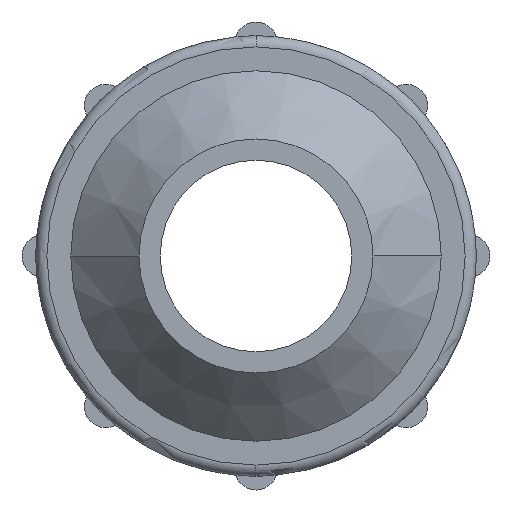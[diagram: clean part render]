
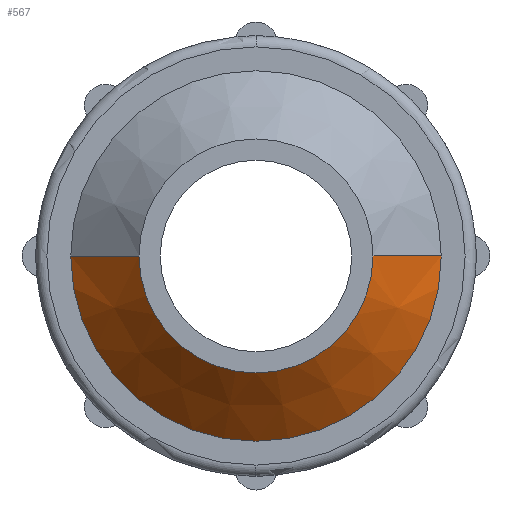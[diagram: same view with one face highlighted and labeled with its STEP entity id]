
A CAD part, left-side view. The second image highlights one B-rep face of the part: STEP entity #567.
In plain terms, the highlighted conical face has half-angle 45 degrees and reference radius 20.667 mm.
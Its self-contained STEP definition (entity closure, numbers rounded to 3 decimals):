
#335 = EDGE_CURVE( '', #593, #853, #959, .T. );
#455 = VERTEX_POINT( '', #1092 );
#567 = ADVANCED_FACE( '', ( #1212 ), #1213, .T. );
#593 = VERTEX_POINT( '', #1244 );
#717 = EDGE_CURVE( '', #455, #859, #1381, .T. );
#853 = VERTEX_POINT( '', #1531 );
#859 = VERTEX_POINT( '', #1537 );
#911 = EDGE_CURVE( '', #859, #853, #1596, .T. );
#917 = EDGE_CURVE( '', #593, #455, #1602, .T. );
#959 = CIRCLE( '', #1664, 25.333 );
#1092 = CARTESIAN_POINT( '', ( 39., 16., 0. ) );
#1212 = FACE_OUTER_BOUND( '', #2114, .T. );
#1213 = CONICAL_SURFACE( '', #2115, 20.667, 0.785 );
#1244 = CARTESIAN_POINT( '', ( 48.333, 25.333, 0. ) );
#1381 = CIRCLE( '', #2381, 16. );
#1531 = CARTESIAN_POINT( '', ( 48.333, -25.333, 0. ) );
#1537 = CARTESIAN_POINT( '', ( 39., -16., 0. ) );
#1596 = LINE( '', #2755, #2756 );
#1602 = LINE( '', #2763, #2764 );
#1664 = AXIS2_PLACEMENT_3D( '', #2804, #2805, #2806 );
#2114 = EDGE_LOOP( '', ( #3127, #3128, #3129, #3130 ) );
#2115 = AXIS2_PLACEMENT_3D( '', #3131, #3132, #3133 );
#2381 = AXIS2_PLACEMENT_3D( '', #3350, #3351, #3352 );
#2755 = CARTESIAN_POINT( '', ( 43.667, -20.667, 0. ) );
#2756 = VECTOR( '', #3623, 1. );
#2763 = CARTESIAN_POINT( '', ( 43.667, 20.667, 0. ) );
#2764 = VECTOR( '', #3624, 1. );
#2804 = CARTESIAN_POINT( '', ( 48.333, 0., 0. ) );
#2805 = DIRECTION( '', ( -1., 0., 0. ) );
#2806 = DIRECTION( '', ( 0., 1., 0. ) );
#3127 = ORIENTED_EDGE( '', *, *, #917, .F. );
#3128 = ORIENTED_EDGE( '', *, *, #335, .T. );
#3129 = ORIENTED_EDGE( '', *, *, #911, .F. );
#3130 = ORIENTED_EDGE( '', *, *, #717, .F. );
#3131 = CARTESIAN_POINT( '', ( 43.667, 0., 0. ) );
#3132 = DIRECTION( '', ( 1., 0., 0. ) );
#3133 = DIRECTION( '', ( 0., 1., 0. ) );
#3350 = CARTESIAN_POINT( '', ( 39., 0., 0. ) );
#3351 = DIRECTION( '', ( -1., 0., 0. ) );
#3352 = DIRECTION( '', ( 0., 1., 0. ) );
#3623 = DIRECTION( '', ( 0.707, -0.707, 0. ) );
#3624 = DIRECTION( '', ( -0.707, -0.707, 0. ) );
